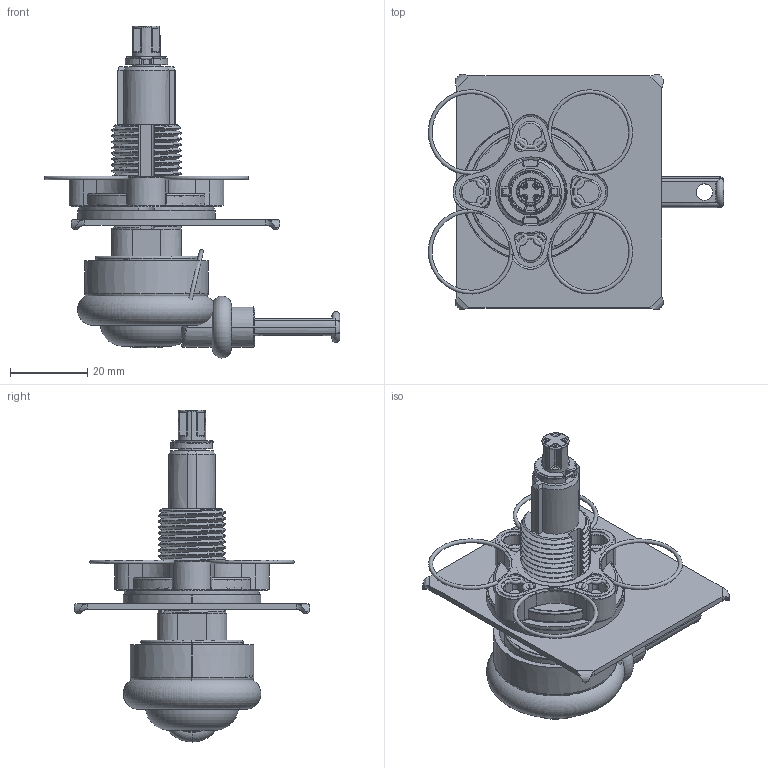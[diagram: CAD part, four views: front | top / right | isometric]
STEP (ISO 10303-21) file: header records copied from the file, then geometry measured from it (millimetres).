
FILE_DESCRIPTION((''),'2;1');
FILE_NAME('PRT0002','2023-02-20T',('zhangjy'),(''),'PRO/ENGINEER BY PARAMETRIC TECHNOLOGY CORPORATION, 2015240','PRO/ENGINEER BY PARAMETRIC TECHNOLOGY CORPORATION, 2015240','');
FILE_SCHEMA(('CONFIG_CONTROL_DESIGN'));
Products named in the file (1): PRT0002
Bounding box: 76.41 x 60.92 x 85.86 mm (x, y, z)
Surface area: 47028.1 mm2 (no closed solid volume)
Topology: 0 solids, 0 shells, 691 faces, 3942 edges, 3862 vertices
Faces by surface type: bspline 602, torus 77, sphere 12
Entity records: 71110 total; most frequent: CARTESIAN_POINT 40618, DIRECTION 4247, DEFINITIONAL_REPRESENTATION 3778, PCURVE 3778, COMPOSITE_CURVE_SEGMENT 3778, TRIMMED_CURVE 3504, VECTOR 2939, LINE 2939
